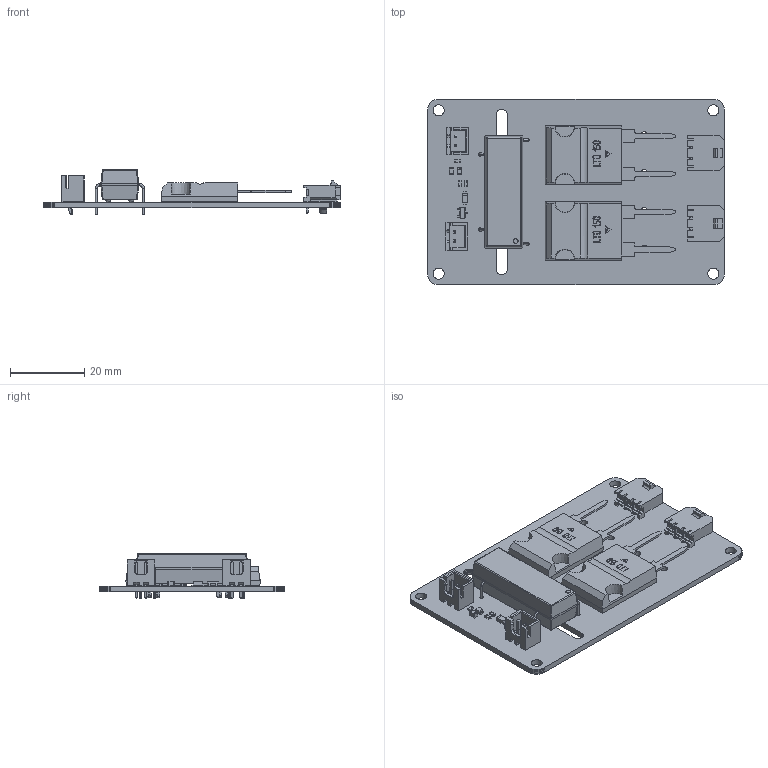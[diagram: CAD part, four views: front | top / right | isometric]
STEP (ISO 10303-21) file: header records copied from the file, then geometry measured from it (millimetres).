
FILE_DESCRIPTION(('KiCad electronic assembly'),'2;1');
FILE_NAME('miniAIR.step','2025-03-12T21:53:49',('Pcbnew'),('Kicad'), 'Open CASCADE STEP processor 7.7','KiCad to STEP converter','Unknown' );
FILE_SCHEMA(('AUTOMOTIVE_DESIGN { 1 0 10303 214 1 1 1 1 }'));
Length unit declared in the file: millimetre
Products named in the file (20): miniAIR 1; JST_XH_B2B-XH-A_1x02_P2.50mm_Vertical; JST_B2B_XH_A; 523393_10 LTO150; LTO150 STEP; C_0805_2012Metric; 43650-0200; 436500200; KT24-1A-40L-THT; LED_0805_2012Metric; R_0603_1608Metric; D_SOD-123F; D_SOD_123F; SOT-23; SOT_23; miniAIR PCB
Assembly tree (24 placements, depth 3):
  miniAIR 1
    JST_XH_B2B-XH-A_1x02_P2.50mm_Vertical  x2
      JST_B2B_XH_A
    523393_10 LTO150  x2
      LTO150 STEP
    C_0805_2012Metric
      C_0805_2012Metric
    43650-0200  x2
      436500200
    KT24-1A-40L-THT
      KT24-1A-40L-THT
    LED_0805_2012Metric
      LED_0805_2012Metric
    R_0603_1608Metric  x3
      R_0603_1608Metric
    D_SOD-123F
      D_SOD_123F
    SOT-23
      SOT_23
    miniAIR PCB
Bounding box: 80 x 50 x 12.1 mm (x, y, z)
Volume: 12417.3 mm3; surface area: 15374.1 mm2
Topology: 31 solids, 31 shells, 1314 faces, 3415 edges, 2224 vertices
Faces by surface type: plane 1051, cylinder 160, bspline 71, cone 8, sphere 8, revolution 8, torus 8
Full cylindrical faces by diameter (mm): 0.95 x4, 1 x4, 1.02 x4, 1.8 x4, 3 x6
Entity records: 59256 total; most frequent: CARTESIAN_POINT 13561, DIRECTION 7776, LINE 5468, VECTOR 5468, ORIENTED_EDGE 4304, PCURVE 4304, DEFINITIONAL_REPRESENTATION 4304, EDGE_CURVE 2152
